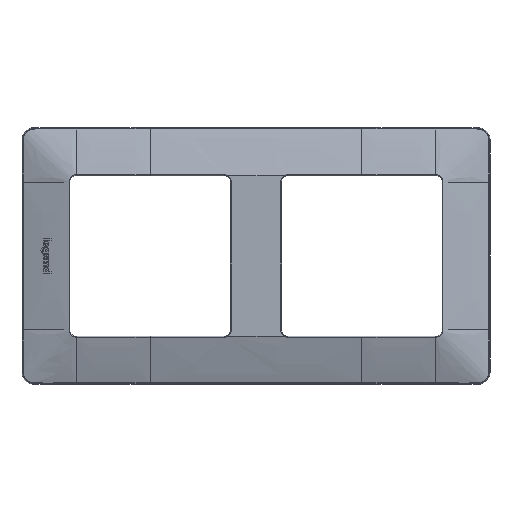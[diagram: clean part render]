
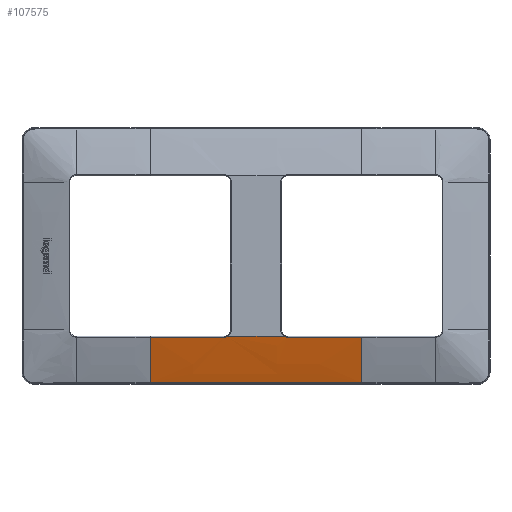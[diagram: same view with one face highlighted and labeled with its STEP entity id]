
A CAD part, top view. The second image highlights one B-rep face of the part: STEP entity #107575.
In plain terms, the highlighted face is a extrusion surface.
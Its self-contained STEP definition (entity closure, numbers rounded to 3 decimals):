
#105589=CARTESIAN_POINT('Control Point',(71.,-27.209,9.715)) ;
#105590=CARTESIAN_POINT('Control Point',(71.,-30.404,8.838)) ;
#105591=CARTESIAN_POINT('Control Point',(71.,-33.528,7.936)) ;
#105592=CARTESIAN_POINT('Control Point',(71.,-36.437,6.988)) ;
#105593=CARTESIAN_POINT('Control Point',(71.,-39.503,5.923)) ;
#105594=CARTESIAN_POINT('Control Point',(71.,-42.55,4.839)) ;
#105595=CARTESIAN_POINT('Vertex',(71.,-27.209,9.715)) ;
#105597=CARTESIAN_POINT('Vertex',(71.,-42.55,4.839)) ;
#106687=CARTESIAN_POINT('Control Point',(44.927,-26.9,9.8)) ;
#106688=CARTESIAN_POINT('Control Point',(44.934,-26.904,9.799)) ;
#106689=CARTESIAN_POINT('Control Point',(44.941,-26.908,9.798)) ;
#106690=CARTESIAN_POINT('Control Point',(44.948,-26.912,9.796)) ;
#106691=CARTESIAN_POINT('Control Point',(45.003,-26.944,9.788)) ;
#106692=CARTESIAN_POINT('Control Point',(45.059,-26.973,9.78)) ;
#106693=CARTESIAN_POINT('Control Point',(45.11,-26.998,9.773)) ;
#106694=CARTESIAN_POINT('Control Point',(45.213,-27.044,9.76)) ;
#106695=CARTESIAN_POINT('Control Point',(45.32,-27.084,9.749)) ;
#106696=CARTESIAN_POINT('Control Point',(45.375,-27.103,9.744)) ;
#106697=CARTESIAN_POINT('Control Point',(45.539,-27.152,9.731)) ;
#106698=CARTESIAN_POINT('Control Point',(45.71,-27.186,9.721)) ;
#106699=CARTESIAN_POINT('Control Point',(45.825,-27.201,9.717)) ;
#106700=CARTESIAN_POINT('Control Point',(45.941,-27.209,9.715)) ;
#106701=CARTESIAN_POINT('Control Point',(46.058,-27.209,9.715)) ;
#106702=CARTESIAN_POINT('Vertex',(44.927,-26.9,9.8)) ;
#106704=CARTESIAN_POINT('Vertex',(46.057,-27.209,9.715)) ;
#106754=CARTESIAN_POINT('Line Origine',(45.86,-27.209,9.715)) ;
#106873=CARTESIAN_POINT('Vertex',(0.,-42.55,4.839)) ;
#106877=CARTESIAN_POINT('Control Point',(0.,-27.209,9.715)) ;
#106878=CARTESIAN_POINT('Control Point',(0.,-30.404,8.838)) ;
#106879=CARTESIAN_POINT('Control Point',(0.,-33.528,7.936)) ;
#106880=CARTESIAN_POINT('Control Point',(0.,-36.437,6.988)) ;
#106881=CARTESIAN_POINT('Control Point',(0.,-39.503,5.923)) ;
#106882=CARTESIAN_POINT('Control Point',(0.,-42.55,4.839)) ;
#106883=CARTESIAN_POINT('Vertex',(0.,-27.209,9.715)) ;
#107530=CARTESIAN_POINT('Control Point',(0.,-26.9,9.8)) ;
#107531=CARTESIAN_POINT('Control Point',(0.,-30.162,8.908)) ;
#107532=CARTESIAN_POINT('Control Point',(0.,-33.36,7.991)) ;
#107533=CARTESIAN_POINT('Control Point',(0.,-36.318,7.029)) ;
#107534=CARTESIAN_POINT('Control Point',(0.,-39.444,5.944)) ;
#107535=CARTESIAN_POINT('Control Point',(0.,-42.55,4.839)) ;
#107539=CARTESIAN_POINT('Line Origine',(36.012,-42.55,4.839)) ;
#107544=CARTESIAN_POINT('Line Origine',(36.012,-26.9,9.8)) ;
#107548=CARTESIAN_POINT('Vertex',(26.073,-26.9,9.8)) ;
#107552=CARTESIAN_POINT('Control Point',(26.073,-26.9,9.8)) ;
#107553=CARTESIAN_POINT('Control Point',(25.83,-27.044,9.761)) ;
#107554=CARTESIAN_POINT('Control Point',(25.552,-27.153,9.731)) ;
#107555=CARTESIAN_POINT('Control Point',(25.247,-27.209,9.715)) ;
#107556=CARTESIAN_POINT('Control Point',(24.943,-27.209,9.715)) ;
#107557=CARTESIAN_POINT('Vertex',(24.942,-27.209,9.715)) ;
#107560=CARTESIAN_POINT('Line Origine',(36.012,-27.209,9.715)) ;
#106755=DIRECTION('Vector Direction',(-1.,0.,0.)) ;
#107536=DIRECTION('Vector Direction',(1.,0.,0.)) ;
#107540=DIRECTION('Vector Direction',(1.,0.,0.)) ;
#107545=DIRECTION('Vector Direction',(1.,0.,0.)) ;
#107561=DIRECTION('Vector Direction',(1.,0.,0.)) ;
#106756=VECTOR('Line Direction',#106755,1.) ;
#107537=VECTOR('Extrusion Surface Vector',#107536,1.) ;
#107541=VECTOR('Line Direction',#107540,1.) ;
#107546=VECTOR('Line Direction',#107545,1.) ;
#107562=VECTOR('Line Direction',#107561,1.) ;
#107566=ORIENTED_EDGE('',*,*,#106885,.T.) ;
#107567=ORIENTED_EDGE('',*,*,#107543,.T.) ;
#107568=ORIENTED_EDGE('',*,*,#105599,.F.) ;
#107569=ORIENTED_EDGE('',*,*,#106758,.F.) ;
#107570=ORIENTED_EDGE('',*,*,#106706,.F.) ;
#107571=ORIENTED_EDGE('',*,*,#107550,.F.) ;
#107572=ORIENTED_EDGE('',*,*,#107559,.T.) ;
#107573=ORIENTED_EDGE('',*,*,#107564,.T.) ;
#107575=ADVANCED_FACE('PartBody',(#107574),#107538,.T.) ;
#105588=B_SPLINE_CURVE_WITH_KNOTS('',5,(#105589,#105590,#105591,#105592,#105593,#105594),.UNSPECIFIED.,.F.,.U.,(6,6),(0.447,23.568),.UNSPECIFIED.) ;
#106686=B_SPLINE_CURVE_WITH_KNOTS('',5,(#106687,#106688,#106689,#106690,#106691,#106692,#106693,#106694,#106695,#106696,#106697,#106698,#106699,#106700,#106701),.UNSPECIFIED.,.F.,.U.,(6,3,3,3,6),(6.797,6.855,7.256,7.656,8.44),.UNSPECIFIED.) ;
#106876=B_SPLINE_CURVE_WITH_KNOTS('',5,(#106877,#106878,#106879,#106880,#106881,#106882),.UNSPECIFIED.,.F.,.U.,(6,6),(0.447,23.568),.UNSPECIFIED.) ;
#107529=B_SPLINE_CURVE_WITH_KNOTS('',5,(#107530,#107531,#107532,#107533,#107534,#107535),.UNSPECIFIED.,.F.,.U.,(6,6),(0.,23.568),.UNSPECIFIED.) ;
#107551=B_SPLINE_CURVE_WITH_KNOTS('',4,(#107552,#107553,#107554,#107555,#107556),.UNSPECIFIED.,.F.,.U.,(5,5),(6.796,8.439),.UNSPECIFIED.) ;
#105599=EDGE_CURVE('',#105596,#105598,#105588,.T.) ;
#106706=EDGE_CURVE('',#106703,#106705,#106686,.T.) ;
#106758=EDGE_CURVE('',#106705,#105596,#106757,.F.) ;
#106885=EDGE_CURVE('',#106884,#106874,#106876,.T.) ;
#107543=EDGE_CURVE('',#106874,#105598,#107542,.T.) ;
#107550=EDGE_CURVE('',#107549,#106703,#107547,.T.) ;
#107559=EDGE_CURVE('',#107549,#107558,#107551,.T.) ;
#107564=EDGE_CURVE('',#107558,#106884,#107563,.F.) ;
#107565=EDGE_LOOP('',(#107566,#107567,#107568,#107569,#107570,#107571,#107572,#107573)) ;
#107574=FACE_OUTER_BOUND('',#107565,.T.) ;
#106757=LINE('Line',#106754,#106756) ;
#107542=LINE('Line',#107539,#107541) ;
#107547=LINE('Line',#107544,#107546) ;
#107563=LINE('Line',#107560,#107562) ;
#107538=SURFACE_OF_LINEAR_EXTRUSION('generated tabulated cylinder',#107529,#107537) ;
#105596=VERTEX_POINT('',#105595) ;
#105598=VERTEX_POINT('',#105597) ;
#106703=VERTEX_POINT('',#106702) ;
#106705=VERTEX_POINT('',#106704) ;
#106874=VERTEX_POINT('',#106873) ;
#106884=VERTEX_POINT('',#106883) ;
#107549=VERTEX_POINT('',#107548) ;
#107558=VERTEX_POINT('',#107557) ;
